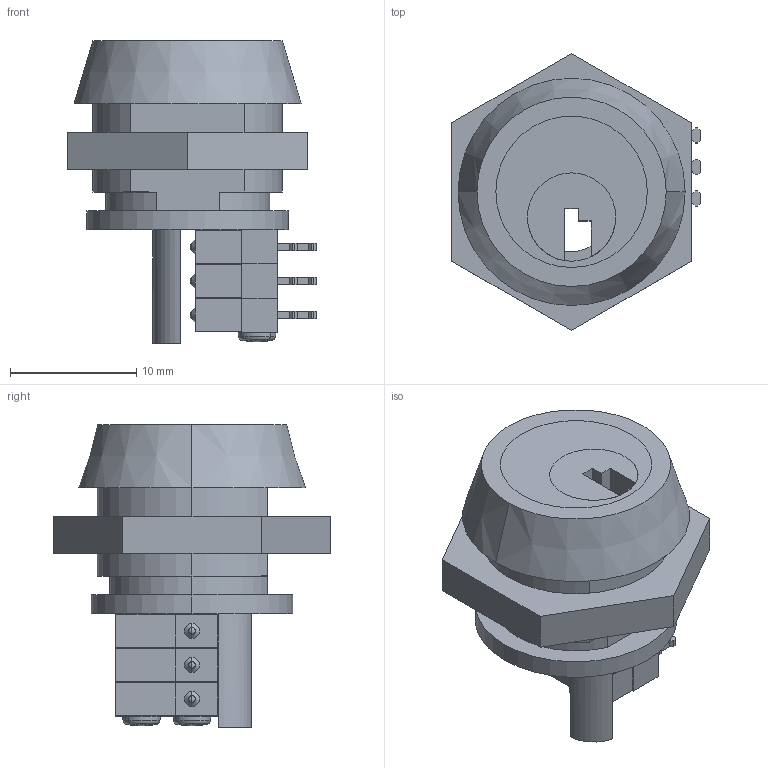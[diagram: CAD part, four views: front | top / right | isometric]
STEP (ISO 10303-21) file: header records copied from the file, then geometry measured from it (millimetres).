
FILE_DESCRIPTION (( 'STEP AP203' ), '1' );
FILE_NAME ('S-10-90-B-3.STEP', '2019-05-31T04:01:05', ( '' ), ( '' ), 'SwSTEP 2.0', 'SolidWorks 2014', '' );
FILE_SCHEMA (( 'CONFIG_CONTROL_DESIGN' ));
Length unit declared in the file: millimetre
Products named in the file (7): S-10-90-B-3_ローター_; S-10-90-B-3; S-10-90-B-3_シリンダー本体_; S-10-90-B-3_化粧座金_; S-10-90-B-3_十字穴付小ねじ_内径基準ver1.02__M1.7x9十字穴付なべ小ねじ(SUS); S-10-90-B-3_マイクロスイッチ_; S-10-90-B-3_六角ナット_
Assembly tree (9 placements, depth 2):
  S-10-90-B-3
    S-10-90-B-3_シリンダー本体_
    S-10-90-B-3_マイクロスイッチ_  x3
    S-10-90-B-3_ローター_
    S-10-90-B-3_化粧座金_
    S-10-90-B-3_十字穴付小ねじ_内径基準ver1.02__M1.7x9十字穴付なべ小ねじ(SUS)  x2
    S-10-90-B-3_六角ナット_
Bounding box: 19.7 x 21.94 x 24 mm (x, y, z)
Volume: 3453.4 mm3; surface area: 3991.6 mm2
Topology: 9 solids, 9 shells, 400 faces, 1072 edges, 706 vertices
Faces by surface type: plane 300, cylinder 62, cone 24, sphere 10, torus 4
Entity records: 6873 total; most frequent: CARTESIAN_POINT 1099, DIRECTION 1052, ORIENTED_EDGE 1020, EDGE_CURVE 510, VECTOR 362, LINE 362, AXIS2_PLACEMENT_3D 345, VERTEX_POINT 336
